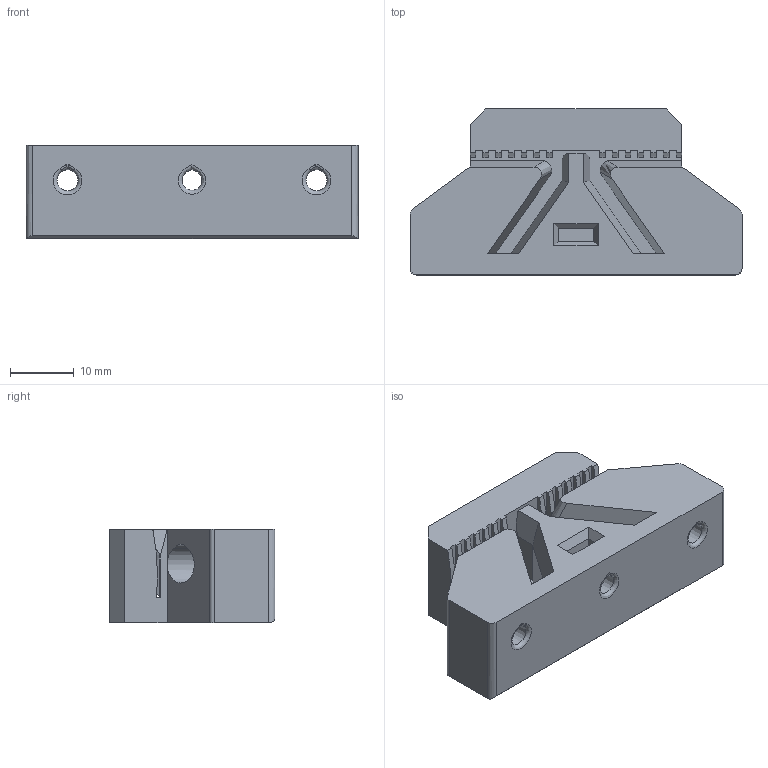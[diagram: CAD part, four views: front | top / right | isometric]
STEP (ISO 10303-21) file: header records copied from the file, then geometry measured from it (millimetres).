
FILE_DESCRIPTION(/* description */ ('','CAx-IF Rec.Pracs.---Representation and Presentation of Product Manufacturing Information (PMI)---4.0---2014-10-13'),/* implementation_level */ '2;1');
FILE_NAME(/* name */ 'belt_holder.step',/* time_stamp */ '2025-06-18T17:22:44+05:30',/* author */ (''),/* organization */ (''),/* preprocessor_version */ 'ST-DEVELOPER v20',/* originating_system */ 'Autodesk Translation Framework v13.20.0.188',/* authorisation */ '');
FILE_SCHEMA (('AP242_MANAGED_MODEL_BASED_3D_ENGINEERING_MIM_LF { 1 0 10303 442 1 1 4 }'));
Length unit declared in the file: millimetre
Products named in the file (1): belt_holder
Bounding box: 52 x 26 x 14.6 mm (x, y, z)
Volume: 13814.7 mm3; surface area: 6711.1 mm2
Topology: 1 solids, 5 shells, 170 faces, 468 edges, 307 vertices
Faces by surface type: plane 115, cylinder 42, torus 6, bspline 4, cone 3
Entity records: 12946 total; most frequent: CARTESIAN_POINT 8543, ORIENTED_EDGE 932, DIRECTION 872, EDGE_CURVE 466, LINE 354, VECTOR 354, VERTEX_POINT 307, AXIS2_PLACEMENT_3D 259
